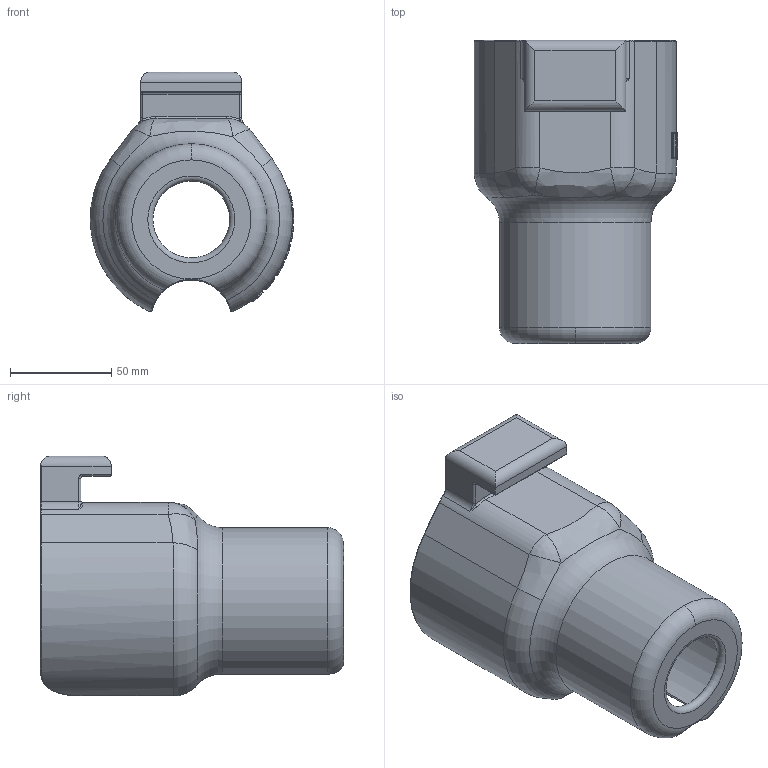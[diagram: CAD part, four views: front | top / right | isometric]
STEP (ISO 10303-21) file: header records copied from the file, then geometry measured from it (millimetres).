
FILE_DESCRIPTION(/* description */ (''),/* implementation_level */ '2;1');
FILE_NAME(/* name */ 'hobocup-logo v12.step',/* time_stamp */ '2023-12-14T19:59:29-08:00',/* author */ (''),/* organization */ (''),/* preprocessor_version */ 'ST-DEVELOPER v20',/* originating_system */ 'Autodesk Translation Framework v12.14.0.127',/* authorisation */ '');
FILE_SCHEMA (('AUTOMOTIVE_DESIGN { 1 0 10303 214 3 1 1 }'));
Length unit declared in the file: millimetre
Products named in the file (1): hobocup
Bounding box: 100.75 x 150 x 118.8 mm (x, y, z)
Volume: 171836.9 mm3; surface area: 83030 mm2
Topology: 1 solids, 3 shells, 432 faces, 1135 edges, 719 vertices
Faces by surface type: bspline 245, cylinder 81, plane 65, torus 39, sphere 2
Full cylindrical faces by diameter (mm): 4 x2
Entity records: 26138 total; most frequent: CARTESIAN_POINT 17200, ORIENTED_EDGE 2266, EDGE_CURVE 1133, DIRECTION 1112, VERTEX_POINT 719, B_SPLINE_CURVE_WITH_KNOTS 550, EDGE_LOOP 446, FACE_OUTER_BOUND 432
